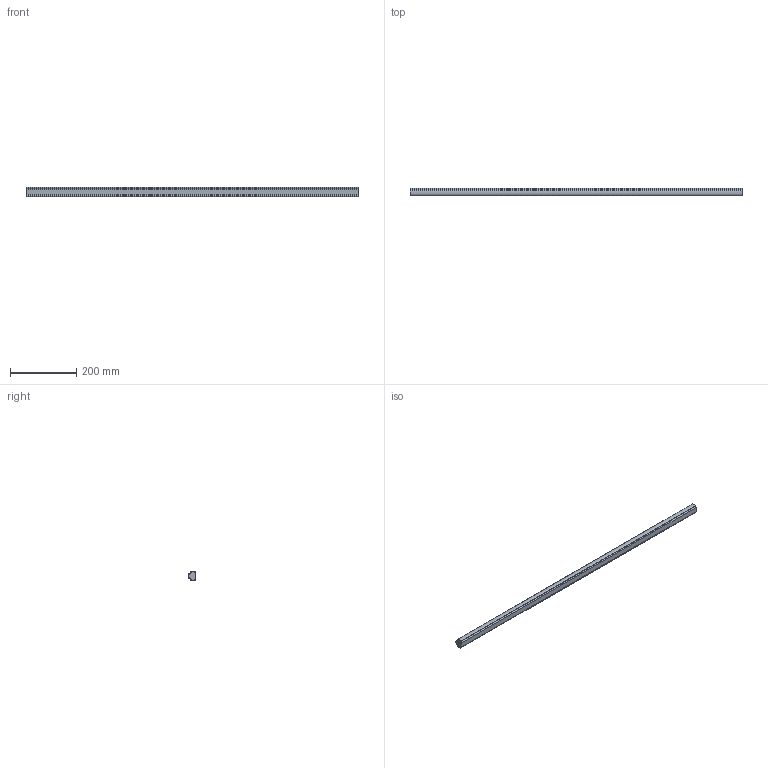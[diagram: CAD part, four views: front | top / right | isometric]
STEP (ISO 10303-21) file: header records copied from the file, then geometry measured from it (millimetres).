
FILE_DESCRIPTION(('STEP AP214'),'1');
FILE_NAME('cctmp_17E9950E-BAC3-43C7-816E-5F887EA72DAB_2025_04_29_09_28_35_0776_11168..stp','2025-04-29T07:28:36',('Bosch Rexroth AG'),('CADClick - www.CADClick.com'),'Spatial InterOp 3D',' ','unknown authorization - (Healing Option Enabled)');
FILE_SCHEMA(('AUTOMOTIVE_DESIGN'));
Length unit declared in the file: millimetre
Products named in the file (1): 2025_04_29_09_28_35_0760
Bounding box: 1000 x 23 x 28 mm (x, y, z)
Volume: 493270.1 mm3; surface area: 95931.7 mm2
Topology: 1 solids, 1 shells, 28 faces, 78 edges, 52 vertices
Faces by surface type: plane 21, cylinder 7
Entity records: 1144 total; most frequent: CARTESIAN_POINT 159, ORIENTED_EDGE 156, DIRECTION 150, EDGE_CURVE 78, LINE 64, VECTOR 64, VERTEX_POINT 52, AXIS2_PLACEMENT_3D 43
